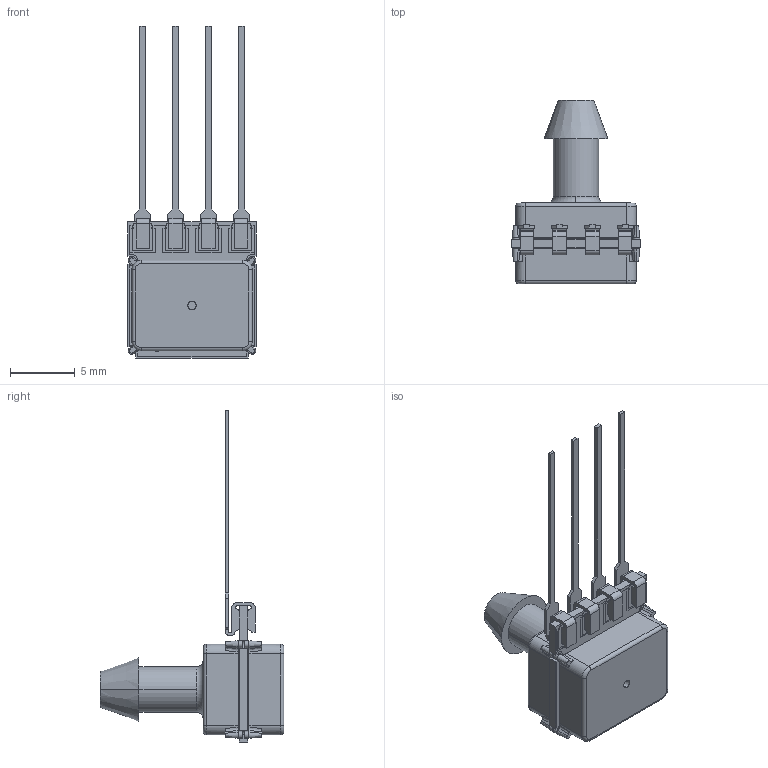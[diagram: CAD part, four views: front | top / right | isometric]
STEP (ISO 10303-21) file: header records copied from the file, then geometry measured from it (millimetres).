
FILE_DESCRIPTION (( 'STEP AP203' ), '1' );
FILE_NAME ('HANF.STEP', '2020-01-31T18:19:14', ( '' ), ( '' ), 'SwSTEP 2.0', 'SolidWorks 2010', '' );
FILE_SCHEMA (( 'CONFIG_CONTROL_DESIGN' ));
Length unit declared in the file: inch
Products named in the file (5): HANF; AS01-01-044 Rev A; AS01-01-045 Rev A; ceramic-SIP; AS01-06-022 SIL for ELV
Assembly tree (7 placements, depth 2):
  HANF
    ceramic-SIP
    AS01-06-022 SIL for ELV  x4
    AS01-01-045 Rev A
    AS01-01-044 Rev A
Bounding box: 9.9 x 14.19 x 25.62 mm (x, y, z)
Volume: 364.8 mm3; surface area: 1448.5 mm2
Topology: 15 solids, 15 shells, 568 faces, 1492 edges, 972 vertices
Faces by surface type: plane 342, cylinder 146, torus 34, cone 30, bspline 16
Entity records: 14518 total; most frequent: CARTESIAN_POINT 2958, DIRECTION 2309, ORIENTED_EDGE 2282, EDGE_CURVE 1141, AXIS2_PLACEMENT_3D 793, VERTEX_POINT 738, LINE 723, VECTOR 723
